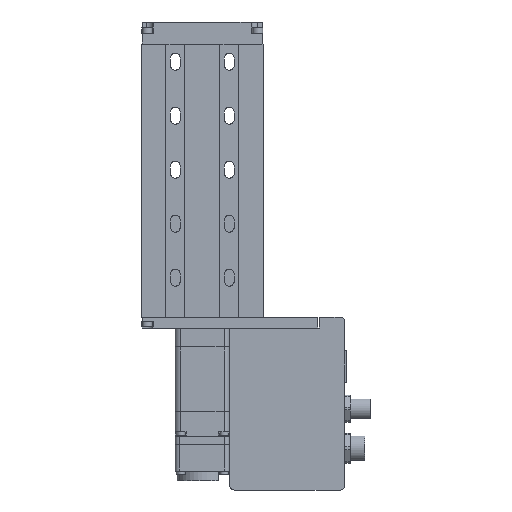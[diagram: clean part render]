
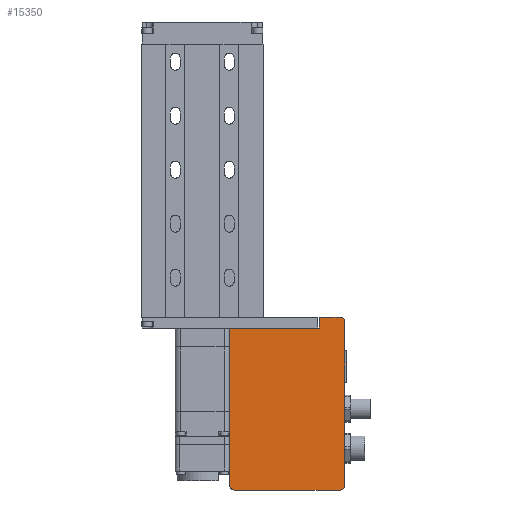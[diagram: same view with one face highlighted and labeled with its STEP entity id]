
A CAD part, front view. The second image highlights one B-rep face of the part: STEP entity #15350.
In plain terms, the highlighted planar face has unit normal (0, -1, 0).
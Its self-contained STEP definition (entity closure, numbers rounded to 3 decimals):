
#62 = CARTESIAN_POINT ( 'NONE',  ( 43.41, -10.17, 4. ) ) ;
#172 = LINE ( 'NONE', #62, #21251 ) ;
#1058 = CARTESIAN_POINT ( 'NONE',  ( 52.81, -10.17, 4. ) ) ;
#1249 = ORIENTED_EDGE ( 'NONE', *, *, #17416, .F. ) ;
#1336 = CARTESIAN_POINT ( 'NONE',  ( 0., -10.17, 0. ) ) ;
#1520 = DIRECTION ( 'NONE',  ( 1., 0., 0. ) ) ;
#1727 = EDGE_CURVE ( 'NONE', #19447, #10974, #12391, .T. ) ;
#1990 = AXIS2_PLACEMENT_3D ( 'NONE', #2055, #17321, #2380 ) ;
#2055 = CARTESIAN_POINT ( 'NONE',  ( 51.11, -10.17, 2.3 ) ) ;
#2362 = CARTESIAN_POINT ( 'NONE',  ( 52.81, -10.17, -60. ) ) ;
#2380 = DIRECTION ( 'NONE',  ( 0., 0., 1. ) ) ;
#2983 = CARTESIAN_POINT ( 'NONE',  ( 11.86, -10.17, -60. ) ) ;
#3063 = FACE_OUTER_BOUND ( 'NONE', #18772, .T. ) ;
#3447 = LINE ( 'NONE', #3666, #6631 ) ;
#3666 = CARTESIAN_POINT ( 'NONE',  ( 10.16, -10.17, -60. ) ) ;
#3839 = CARTESIAN_POINT ( 'NONE',  ( 51.11, -10.17, -60. ) ) ;
#4034 = DIRECTION ( 'NONE',  ( 0., -1., 0. ) ) ;
#4460 = ORIENTED_EDGE ( 'NONE', *, *, #20593, .T. ) ;
#4560 = LINE ( 'NONE', #12984, #18479 ) ;
#4727 = ORIENTED_EDGE ( 'NONE', *, *, #19519, .F. ) ;
#4760 = CARTESIAN_POINT ( 'NONE',  ( 10.16, -10.17, -58.3 ) ) ;
#5057 = ORIENTED_EDGE ( 'NONE', *, *, #8803, .F. ) ;
#6472 = PLANE ( 'NONE',  #15458 ) ;
#6631 = VECTOR ( 'NONE', #11858, 1000. ) ;
#7109 = ORIENTED_EDGE ( 'NONE', *, *, #15876, .F. ) ;
#7226 = CIRCLE ( 'NONE', #1990, 1.7 ) ;
#7288 = EDGE_CURVE ( 'NONE', #21162, #11410, #172, .T. ) ;
#7710 = DIRECTION ( 'NONE',  ( 0., 0., -1. ) ) ;
#7970 = DIRECTION ( 'NONE',  ( 0., 0., 1. ) ) ;
#8260 = ORIENTED_EDGE ( 'NONE', *, *, #20240, .T. ) ;
#8290 = CARTESIAN_POINT ( 'NONE',  ( 43.41, -10.17, 0. ) ) ;
#8553 = AXIS2_PLACEMENT_3D ( 'NONE', #19002, #4034, #10919 ) ;
#8803 = EDGE_CURVE ( 'NONE', #18469, #11793, #4560, .T. ) ;
#8921 = EDGE_CURVE ( 'NONE', #19447, #18469, #3447, .T. ) ;
#9125 = LINE ( 'NONE', #2362, #12331 ) ;
#9731 = DIRECTION ( 'NONE',  ( 0., 0., 1. ) ) ;
#10919 = DIRECTION ( 'NONE',  ( 0., 0., 1. ) ) ;
#10974 = VERTEX_POINT ( 'NONE', #2983 ) ;
#11127 = CARTESIAN_POINT ( 'NONE',  ( 52.81, -10.17, 2.3 ) ) ;
#11137 = LINE ( 'NONE', #13008, #18628 ) ;
#11410 = VERTEX_POINT ( 'NONE', #14345 ) ;
#11590 = ORIENTED_EDGE ( 'NONE', *, *, #8921, .F. ) ;
#11793 = VERTEX_POINT ( 'NONE', #8290 ) ;
#11858 = DIRECTION ( 'NONE',  ( 0., 0., 1. ) ) ;
#11929 = CARTESIAN_POINT ( 'NONE',  ( 43.41, -10.17, 4. ) ) ;
#12331 = VECTOR ( 'NONE', #17522, 1000. ) ;
#12391 = CIRCLE ( 'NONE', #8553, 1.7 ) ;
#12984 = CARTESIAN_POINT ( 'NONE',  ( 10.16, -10.17, 0. ) ) ;
#13008 = CARTESIAN_POINT ( 'NONE',  ( 43.41, -10.17, 0. ) ) ;
#13898 = CARTESIAN_POINT ( 'NONE',  ( 10.16, -10.17, 0. ) ) ;
#14345 = CARTESIAN_POINT ( 'NONE',  ( 51.11, -10.17, 4. ) ) ;
#14725 = CARTESIAN_POINT ( 'NONE',  ( 51.11, -10.17, -58.3 ) ) ;
#14938 = CIRCLE ( 'NONE', #15600, 1.7 ) ;
#15350 = ADVANCED_FACE ( 'NONE', ( #3063 ), #6472, .F. ) ;
#15458 = AXIS2_PLACEMENT_3D ( 'NONE', #1336, #19786, #9731 ) ;
#15600 = AXIS2_PLACEMENT_3D ( 'NONE', #14725, #16563, #16763 ) ;
#15795 = VERTEX_POINT ( 'NONE', #11127 ) ;
#15876 = EDGE_CURVE ( 'NONE', #21238, #10974, #9125, .T. ) ;
#16563 = DIRECTION ( 'NONE',  ( 0., -1., 0. ) ) ;
#16763 = DIRECTION ( 'NONE',  ( 0., 0., 1. ) ) ;
#16960 = ORIENTED_EDGE ( 'NONE', *, *, #1727, .T. ) ;
#17261 = VERTEX_POINT ( 'NONE', #18686 ) ;
#17321 = DIRECTION ( 'NONE',  ( 0., -1., 0. ) ) ;
#17416 = EDGE_CURVE ( 'NONE', #11793, #21162, #11137, .T. ) ;
#17522 = DIRECTION ( 'NONE',  ( -1., 0., 0. ) ) ;
#17860 = LINE ( 'NONE', #1058, #19758 ) ;
#18131 = ORIENTED_EDGE ( 'NONE', *, *, #7288, .F. ) ;
#18469 = VERTEX_POINT ( 'NONE', #13898 ) ;
#18479 = VECTOR ( 'NONE', #1520, 1000. ) ;
#18628 = VECTOR ( 'NONE', #7970, 1000. ) ;
#18686 = CARTESIAN_POINT ( 'NONE',  ( 52.81, -10.17, -58.3 ) ) ;
#18772 = EDGE_LOOP ( 'NONE', ( #11590, #16960, #7109, #4460, #4727, #8260, #18131, #1249, #5057 ) ) ;
#19002 = CARTESIAN_POINT ( 'NONE',  ( 11.86, -10.17, -58.3 ) ) ;
#19447 = VERTEX_POINT ( 'NONE', #4760 ) ;
#19519 = EDGE_CURVE ( 'NONE', #15795, #17261, #17860, .T. ) ;
#19758 = VECTOR ( 'NONE', #7710, 1000. ) ;
#19786 = DIRECTION ( 'NONE',  ( 0., 1., 0. ) ) ;
#20048 = DIRECTION ( 'NONE',  ( 1., 0., 0. ) ) ;
#20240 = EDGE_CURVE ( 'NONE', #15795, #11410, #7226, .T. ) ;
#20593 = EDGE_CURVE ( 'NONE', #21238, #17261, #14938, .T. ) ;
#21162 = VERTEX_POINT ( 'NONE', #11929 ) ;
#21238 = VERTEX_POINT ( 'NONE', #3839 ) ;
#21251 = VECTOR ( 'NONE', #20048, 1000. ) ;
